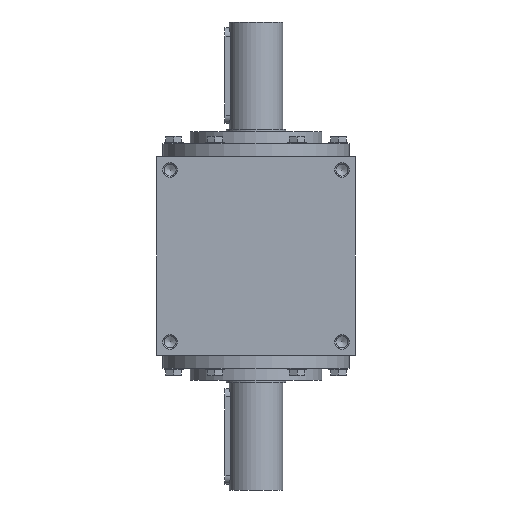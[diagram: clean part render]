
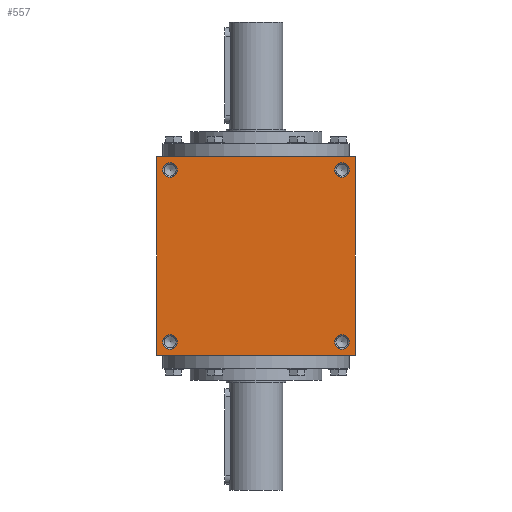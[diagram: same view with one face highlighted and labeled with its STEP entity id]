
A CAD part, left-side view. The second image highlights one B-rep face of the part: STEP entity #557.
In plain terms, the highlighted face is planar.
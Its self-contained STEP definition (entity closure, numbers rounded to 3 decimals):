
#557 = ADVANCED_FACE( '', ( #1111, #1112, #1113, #1114, #1115 ), #1116, .F. );
#1111 = FACE_BOUND( '', #1757, .T. );
#1112 = FACE_BOUND( '', #1758, .T. );
#1113 = FACE_BOUND( '', #1759, .T. );
#1114 = FACE_BOUND( '', #1760, .T. );
#1115 = FACE_OUTER_BOUND( '', #1761, .T. );
#1116 = PLANE( '', #1762 );
#1757 = EDGE_LOOP( '', ( #2641 ) );
#1758 = EDGE_LOOP( '', ( #2642 ) );
#1759 = EDGE_LOOP( '', ( #2643 ) );
#1760 = EDGE_LOOP( '', ( #2644 ) );
#1761 = EDGE_LOOP( '', ( #2645, #2646, #2647, #2648 ) );
#1762 = AXIS2_PLACEMENT_3D( '', #2649, #2650, #2651 );
#2641 = ORIENTED_EDGE( '', *, *, #3588, .F. );
#2642 = ORIENTED_EDGE( '', *, *, #3589, .T. );
#2643 = ORIENTED_EDGE( '', *, *, #3590, .F. );
#2644 = ORIENTED_EDGE( '', *, *, #3475, .T. );
#2645 = ORIENTED_EDGE( '', *, *, #3326, .F. );
#2646 = ORIENTED_EDGE( '', *, *, #3557, .F. );
#2647 = ORIENTED_EDGE( '', *, *, #3591, .F. );
#2648 = ORIENTED_EDGE( '', *, *, #3503, .F. );
#2649 = CARTESIAN_POINT( '', ( 0., 0., -83. ) );
#2650 = DIRECTION( '', ( 0., 0., 1. ) );
#2651 = DIRECTION( '', ( 1., 0., 0. ) );
#3326 = EDGE_CURVE( '', #3782, #3783, #3784, .T. );
#3475 = EDGE_CURVE( '', #4022, #4022, #4023, .T. );
#3503 = EDGE_CURVE( '', #3783, #4068, #4069, .T. );
#3557 = EDGE_CURVE( '', #4153, #3782, #4154, .T. );
#3588 = EDGE_CURVE( '', #4195, #4195, #4196, .T. );
#3589 = EDGE_CURVE( '', #4197, #4197, #4198, .T. );
#3590 = EDGE_CURVE( '', #4199, #4199, #4200, .T. );
#3591 = EDGE_CURVE( '', #4068, #4153, #4201, .T. );
#3782 = VERTEX_POINT( '', #4417 );
#3783 = VERTEX_POINT( '', #4418 );
#3784 = LINE( '', #4419, #4420 );
#4022 = VERTEX_POINT( '', #4725 );
#4023 = CIRCLE( '', #4726, 6. );
#4068 = VERTEX_POINT( '', #4776 );
#4069 = LINE( '', #4777, #4778 );
#4153 = VERTEX_POINT( '', #4905 );
#4154 = LINE( '', #4906, #4907 );
#4195 = VERTEX_POINT( '', #4973 );
#4196 = CIRCLE( '', #4974, 6. );
#4197 = VERTEX_POINT( '', #4975 );
#4198 = CIRCLE( '', #4976, 6. );
#4199 = VERTEX_POINT( '', #4977 );
#4200 = CIRCLE( '', #4978, 6. );
#4201 = LINE( '', #4979, #4980 );
#4417 = CARTESIAN_POINT( '', ( -83., 83., -83. ) );
#4418 = CARTESIAN_POINT( '', ( -83., -83., -83. ) );
#4419 = CARTESIAN_POINT( '', ( -83., 83., -83. ) );
#4420 = VECTOR( '', #5324, 1000. );
#4725 = CARTESIAN_POINT( '', ( 78., -72., -83. ) );
#4726 = AXIS2_PLACEMENT_3D( '', #5601, #5602, #5603 );
#4776 = CARTESIAN_POINT( '', ( 83., -83., -83. ) );
#4777 = CARTESIAN_POINT( '', ( -83., -83., -83. ) );
#4778 = VECTOR( '', #5658, 1000. );
#4905 = CARTESIAN_POINT( '', ( 83., 83., -83. ) );
#4906 = CARTESIAN_POINT( '', ( 83., 83., -83. ) );
#4907 = VECTOR( '', #5760, 1000. );
#4973 = CARTESIAN_POINT( '', ( -78., 72., -83. ) );
#4974 = AXIS2_PLACEMENT_3D( '', #5793, #5794, #5795 );
#4975 = CARTESIAN_POINT( '', ( 78., 72., -83. ) );
#4976 = AXIS2_PLACEMENT_3D( '', #5796, #5797, #5798 );
#4977 = CARTESIAN_POINT( '', ( -78., -72., -83. ) );
#4978 = AXIS2_PLACEMENT_3D( '', #5799, #5800, #5801 );
#4979 = CARTESIAN_POINT( '', ( 83., -83., -83. ) );
#4980 = VECTOR( '', #5802, 1000. );
#5324 = DIRECTION( '', ( 0., -1., 0. ) );
#5601 = CARTESIAN_POINT( '', ( 72., -72., -83. ) );
#5602 = DIRECTION( '', ( 0., 0., 1. ) );
#5603 = DIRECTION( '', ( 1., 0., 0. ) );
#5658 = DIRECTION( '', ( 1., 0., 0. ) );
#5760 = DIRECTION( '', ( -1., 0., 0. ) );
#5793 = CARTESIAN_POINT( '', ( -72., 72., -83. ) );
#5794 = DIRECTION( '', ( 0., 0., -1. ) );
#5795 = DIRECTION( '', ( -1., 0., 0. ) );
#5796 = CARTESIAN_POINT( '', ( 72., 72., -83. ) );
#5797 = DIRECTION( '', ( 0., 0., 1. ) );
#5798 = DIRECTION( '', ( 1., 0., 0. ) );
#5799 = CARTESIAN_POINT( '', ( -72., -72., -83. ) );
#5800 = DIRECTION( '', ( 0., 0., -1. ) );
#5801 = DIRECTION( '', ( -1., 0., 0. ) );
#5802 = DIRECTION( '', ( 0., 1., 0. ) );
